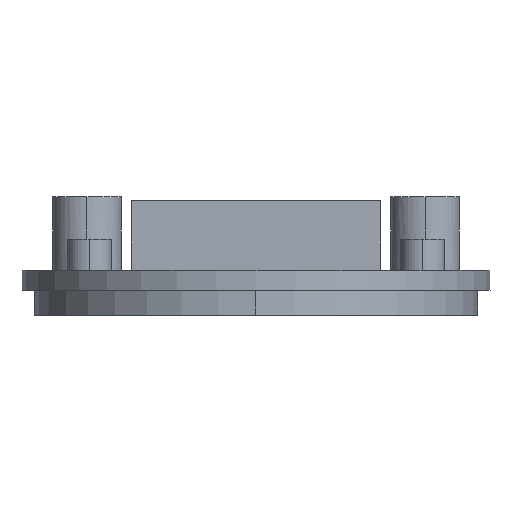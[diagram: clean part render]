
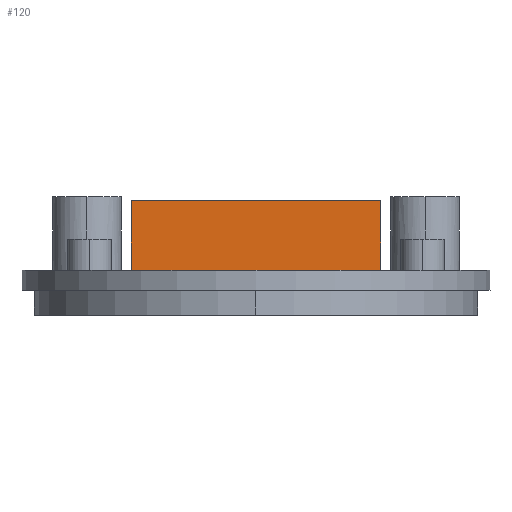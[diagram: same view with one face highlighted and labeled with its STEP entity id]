
A CAD part, left-side view. The second image highlights one B-rep face of the part: STEP entity #120.
In plain terms, the highlighted planar face has unit normal (-1, 0, 0).
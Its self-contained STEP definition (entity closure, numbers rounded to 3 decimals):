
#11 = CARTESIAN_POINT ( 'NONE',  ( -11.2, -10., 0.45 ) ) ;
#26 = PLANE ( 'NONE',  #1572 ) ;
#49 = CARTESIAN_POINT ( 'NONE',  ( -11.2, 10., 0.45 ) ) ;
#120 = ADVANCED_FACE ( 'NONE', ( #428 ), #26, .T. ) ;
#155 = ORIENTED_EDGE ( 'NONE', *, *, #1193, .F. ) ;
#344 = ORIENTED_EDGE ( 'NONE', *, *, #2113, .F. ) ;
#428 = FACE_OUTER_BOUND ( 'NONE', #555, .T. ) ;
#454 = CARTESIAN_POINT ( 'NONE',  ( -11.2, 10., 6.05 ) ) ;
#473 = CARTESIAN_POINT ( 'NONE',  ( -11.2, 10., 0.45 ) ) ;
#481 = CARTESIAN_POINT ( 'NONE',  ( -11.2, 10., 0.45 ) ) ;
#555 = EDGE_LOOP ( 'NONE', ( #155, #2390, #1658, #344 ) ) ;
#593 = VECTOR ( 'NONE', #2111, 1000. ) ;
#600 = VECTOR ( 'NONE', #2327, 1000. ) ;
#638 = VECTOR ( 'NONE', #2041, 1000. ) ;
#730 = CARTESIAN_POINT ( 'NONE',  ( -11.2, -10., 6.05 ) ) ;
#876 = VERTEX_POINT ( 'NONE', #454 ) ;
#960 = DIRECTION ( 'NONE',  ( 0., 0., 1. ) ) ;
#1042 = DIRECTION ( 'NONE',  ( 0., -1., 0. ) ) ;
#1111 = VECTOR ( 'NONE', #1042, 1000. ) ;
#1157 = EDGE_CURVE ( 'NONE', #1203, #2258, #1763, .T. ) ;
#1174 = VERTEX_POINT ( 'NONE', #481 ) ;
#1193 = EDGE_CURVE ( 'NONE', #1174, #876, #1573, .T. ) ;
#1199 = CARTESIAN_POINT ( 'NONE',  ( -11.2, -10., 0.45 ) ) ;
#1203 = VERTEX_POINT ( 'NONE', #1584 ) ;
#1572 = AXIS2_PLACEMENT_3D ( 'NONE', #49, #1875, #960 ) ;
#1573 = LINE ( 'NONE', #473, #593 ) ;
#1584 = CARTESIAN_POINT ( 'NONE',  ( -11.2, -10., 0.45 ) ) ;
#1614 = CARTESIAN_POINT ( 'NONE',  ( -11.2, 10., 6.05 ) ) ;
#1658 = ORIENTED_EDGE ( 'NONE', *, *, #1157, .T. ) ;
#1668 = LINE ( 'NONE', #11, #638 ) ;
#1673 = EDGE_CURVE ( 'NONE', #1203, #1174, #1668, .T. ) ;
#1763 = LINE ( 'NONE', #1199, #600 ) ;
#1786 = LINE ( 'NONE', #1614, #1111 ) ;
#1875 = DIRECTION ( 'NONE',  ( -1., 0., 0. ) ) ;
#2041 = DIRECTION ( 'NONE',  ( 0., 1., 0. ) ) ;
#2111 = DIRECTION ( 'NONE',  ( 0., 0., 1. ) ) ;
#2113 = EDGE_CURVE ( 'NONE', #876, #2258, #1786, .T. ) ;
#2258 = VERTEX_POINT ( 'NONE', #730 ) ;
#2327 = DIRECTION ( 'NONE',  ( 0., 0., 1. ) ) ;
#2390 = ORIENTED_EDGE ( 'NONE', *, *, #1673, .F. ) ;
